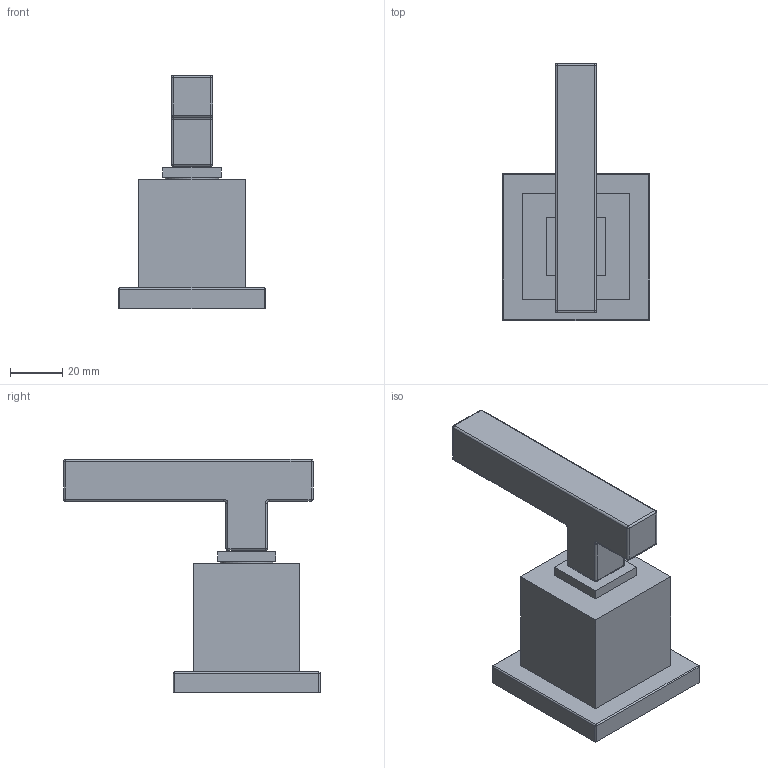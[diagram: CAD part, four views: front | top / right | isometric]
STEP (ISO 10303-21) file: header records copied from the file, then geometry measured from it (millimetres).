
FILE_DESCRIPTION((''),'2;1');
FILE_NAME('3-220C','2020-12-31T10:44:48',('jinson.thomas'),(''),'CREO PARAMETRIC BY PTC INC, 2018400','CREO PARAMETRIC BY PTC INC, 2018400','');
FILE_SCHEMA(('CONFIG_CONTROL_DESIGN'));
Length unit declared in the file: inch
Products named in the file (1): 3-220C
Bounding box: 56.39 x 98.3 x 89.28 mm (x, y, z)
Volume: 124231 mm3; surface area: 24099.1 mm2
Topology: 1 solids, 2 shells, 89 faces, 184 edges, 104 vertices
Faces by surface type: cylinder 40, plane 29, sphere 16, torus 4
Entity records: 2356 total; most frequent: DIRECTION 446, CARTESIAN_POINT 377, ORIENTED_EDGE 368, EDGE_CURVE 184, AXIS2_PLACEMENT_3D 173, VERTEX_POINT 104, VECTOR 100, LINE 100
